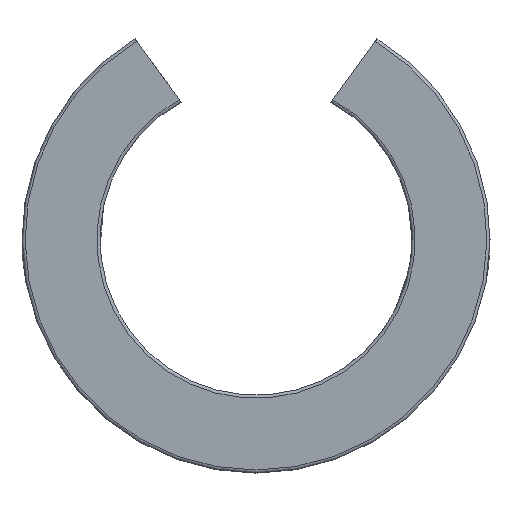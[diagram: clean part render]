
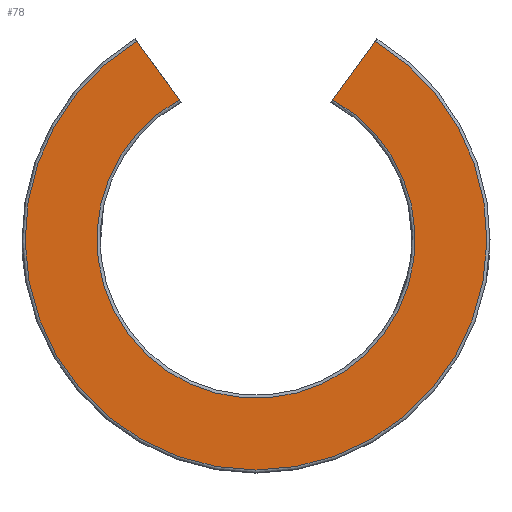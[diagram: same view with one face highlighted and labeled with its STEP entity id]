
A CAD part, left-side view. The second image highlights one B-rep face of the part: STEP entity #78.
In plain terms, the highlighted planar face has unit normal (-1, 0, 0).
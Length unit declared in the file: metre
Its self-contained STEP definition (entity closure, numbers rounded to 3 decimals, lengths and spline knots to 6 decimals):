
#78 = ADVANCED_FACE( '', ( #167 ), #168, .T. );
#167 = FACE_OUTER_BOUND( '', #264, .T. );
#168 = PLANE( '', #265 );
#264 = EDGE_LOOP( '', ( #437, #438, #439, #440 ) );
#265 = AXIS2_PLACEMENT_3D( '', #441, #442, #443 );
#437 = ORIENTED_EDGE( '', *, *, #644, .T. );
#438 = ORIENTED_EDGE( '', *, *, #645, .T. );
#439 = ORIENTED_EDGE( '', *, *, #577, .T. );
#440 = ORIENTED_EDGE( '', *, *, #608, .T. );
#441 = CARTESIAN_POINT( '', ( -0.05, 0., 0. ) );
#442 = DIRECTION( '', ( -1., 0., 0. ) );
#443 = DIRECTION( '', ( 0., -1., 0. ) );
#577 = EDGE_CURVE( '', #681, #682, #683, .T. );
#608 = EDGE_CURVE( '', #682, #736, #738, .T. );
#644 = EDGE_CURVE( '', #736, #791, #792, .F. );
#645 = EDGE_CURVE( '', #791, #681, #793, .T. );
#681 = VERTEX_POINT( '', #837 );
#682 = VERTEX_POINT( '', #838 );
#683 = CIRCLE( '', #839, 0.037 );
#736 = VERTEX_POINT( '', #1084 );
#738 = LINE( '', #1091, #1092 );
#791 = VERTEX_POINT( '', #1169 );
#792 = CIRCLE( '', #1170, 0.0255 );
#793 = LINE( '', #1171, #1172 );
#837 = CARTESIAN_POINT( '', ( -0.05, 0.019092, 0.031694 ) );
#838 = CARTESIAN_POINT( '', ( -0.05, -0.019092, 0.031694 ) );
#839 = AXIS2_PLACEMENT_3D( '', #1294, #1295, #1296 );
#1084 = CARTESIAN_POINT( '', ( -0.05, -0.012296, 0.022339 ) );
#1091 = CARTESIAN_POINT( '', ( -0.05, 0.002575, 0.001871 ) );
#1092 = VECTOR( '', #1325, 1. );
#1169 = CARTESIAN_POINT( '', ( -0.05, 0.012296, 0.022339 ) );
#1170 = AXIS2_PLACEMENT_3D( '', #1370, #1371, #1372 );
#1171 = CARTESIAN_POINT( '', ( -0.05, -0.002575, 0.001871 ) );
#1172 = VECTOR( '', #1373, 1. );
#1294 = CARTESIAN_POINT( '', ( -0.05, 0., 0. ) );
#1295 = DIRECTION( '', ( -1., 0., 0. ) );
#1296 = DIRECTION( '', ( 0., -1., 0. ) );
#1325 = DIRECTION( '', ( 0., 0.588, -0.809 ) );
#1370 = CARTESIAN_POINT( '', ( -0.05, 0., 0. ) );
#1371 = DIRECTION( '', ( -1., 0., 0. ) );
#1372 = DIRECTION( '', ( 0., -1., 0. ) );
#1373 = DIRECTION( '', ( 0., 0.588, 0.809 ) );
